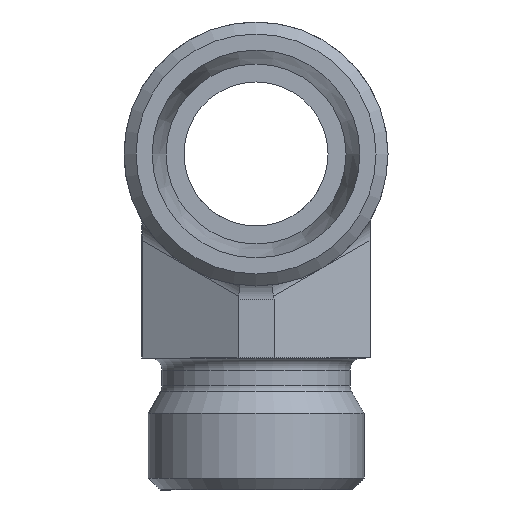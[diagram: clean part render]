
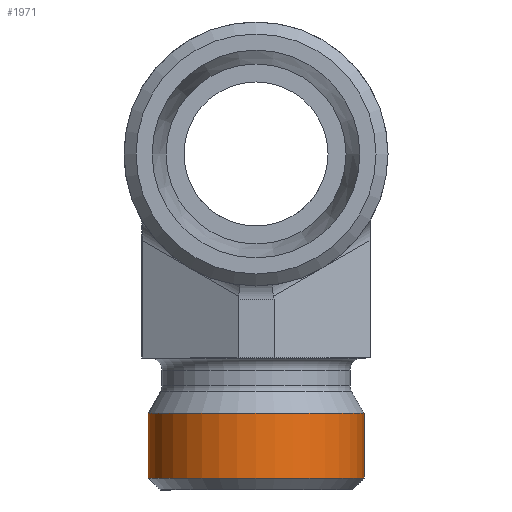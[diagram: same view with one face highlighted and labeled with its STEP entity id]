
A CAD part, front view. The second image highlights one B-rep face of the part: STEP entity #1971.
In plain terms, the highlighted cylindrical face has radius 9 mm (diameter 18 mm), a full revolution.
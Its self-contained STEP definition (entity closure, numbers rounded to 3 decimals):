
#1929=CARTESIAN_POINT('',(-27.985,9.544,-8.));
#1930=VERTEX_POINT('',#1929);
#1931=CARTESIAN_POINT('',(-18.985,9.544,-8.));
#1932=DIRECTION('',(0.0,0.0,-1.0));
#1933=DIRECTION('',(1.0,0.0,0.0));
#1934=AXIS2_PLACEMENT_3D('',#1931,#1932,#1933);
#1935=CIRCLE('',#1934,9.0);
#1936=EDGE_CURVE('',#1930,#1930,#1935,.T.);
#1952=CARTESIAN_POINT('',(-18.985,9.544,-9.));
#1953=DIRECTION('',(0.,0.0,1.0));
#1954=DIRECTION('',(1.0,0.0,0.0));
#1955=AXIS2_PLACEMENT_3D('',#1952,#1953,#1954);
#1956=CYLINDRICAL_SURFACE('',#1955,9.0);
#1957=CARTESIAN_POINT('',(-27.985,9.544,-2.592));
#1958=VERTEX_POINT('',#1957);
#1959=CARTESIAN_POINT('',(-18.985,9.544,-2.592));
#1960=DIRECTION('',(0.0,0.0,-1.0));
#1961=DIRECTION('',(1.0,0.0,0.0));
#1962=AXIS2_PLACEMENT_3D('',#1959,#1960,#1961);
#1963=CIRCLE('',#1962,9.0);
#1964=EDGE_CURVE('',#1958,#1958,#1963,.T.);
#1965=ORIENTED_EDGE('',*,*,#1964,.T.);
#1966=EDGE_LOOP('',(#1965));
#1967=FACE_OUTER_BOUND('',#1966,.T.);
#1968=ORIENTED_EDGE('',*,*,#1936,.F.);
#1969=EDGE_LOOP('',(#1968));
#1970=FACE_BOUND('',#1969,.T.);
#1971=ADVANCED_FACE('',(#1967,#1970),#1956,.T.);
